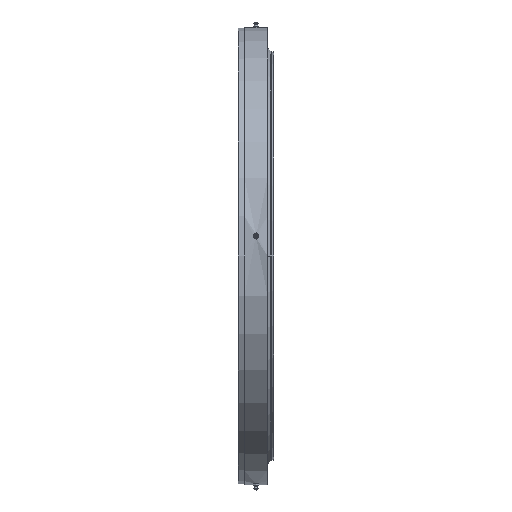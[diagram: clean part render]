
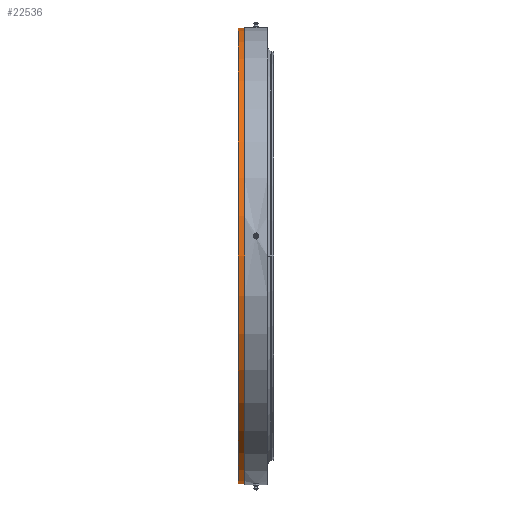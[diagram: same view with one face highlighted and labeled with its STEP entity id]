
A CAD part, left-side view. The second image highlights one B-rep face of the part: STEP entity #22536.
In plain terms, the highlighted cylindrical face has radius 357 mm (diameter 714 mm), a partial arc.
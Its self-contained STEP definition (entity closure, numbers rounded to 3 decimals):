
#1454 = AXIS2_PLACEMENT_3D ( 'NONE', #16180, #20902, #6750 ) ;
#2390 = CARTESIAN_POINT ( 'NONE',  ( 0., -61.11, 0. ) ) ;
#2941 = ORIENTED_EDGE ( 'NONE', *, *, #4055, .F. ) ;
#4055 = EDGE_CURVE ( 'NONE', #4856, #23951, #17287, .T. ) ;
#4444 = EDGE_CURVE ( 'NONE', #9462, #4856, #18726, .T. ) ;
#4537 = CARTESIAN_POINT ( 'NONE',  ( 0., -61.11, 357. ) ) ;
#4856 = VERTEX_POINT ( 'NONE', #29758 ) ;
#6750 = DIRECTION ( 'NONE',  ( 0., 0., 1. ) ) ;
#6922 = CARTESIAN_POINT ( 'NONE',  ( 0., 18., 357. ) ) ;
#7051 = DIRECTION ( 'NONE',  ( 0., 0., 1. ) ) ;
#8023 = DIRECTION ( 'NONE',  ( 0., 0., 1. ) ) ;
#8531 = CARTESIAN_POINT ( 'NONE',  ( 0., 18., 0. ) ) ;
#9061 = EDGE_CURVE ( 'NONE', #9462, #14622, #11520, .T. ) ;
#9210 = FACE_OUTER_BOUND ( 'NONE', #17652, .T. ) ;
#9266 = DIRECTION ( 'NONE',  ( 0., -1., 0. ) ) ;
#9462 = VERTEX_POINT ( 'NONE', #18163 ) ;
#9476 = VECTOR ( 'NONE', #18108, 1000. ) ;
#11520 = LINE ( 'NONE', #20367, #22607 ) ;
#11892 = EDGE_CURVE ( 'NONE', #23951, #14622, #27221, .T. ) ;
#14622 = VERTEX_POINT ( 'NONE', #20809 ) ;
#16180 = CARTESIAN_POINT ( 'NONE',  ( 0., 28., 0. ) ) ;
#17287 = LINE ( 'NONE', #4537, #9476 ) ;
#17652 = EDGE_LOOP ( 'NONE', ( #27772, #25414, #19872, #2941 ) ) ;
#18108 = DIRECTION ( 'NONE',  ( 0., -1., 0. ) ) ;
#18163 = CARTESIAN_POINT ( 'NONE',  ( 0., 28., -357. ) ) ;
#18197 = DIRECTION ( 'NONE',  ( 0., -1., 0. ) ) ;
#18726 = CIRCLE ( 'NONE', #1454, 357. ) ;
#18729 = AXIS2_PLACEMENT_3D ( 'NONE', #2390, #23673, #7051 ) ;
#19338 = AXIS2_PLACEMENT_3D ( 'NONE', #8531, #9266, #8023 ) ;
#19872 = ORIENTED_EDGE ( 'NONE', *, *, #11892, .F. ) ;
#20367 = CARTESIAN_POINT ( 'NONE',  ( 0., -61.11, -357. ) ) ;
#20809 = CARTESIAN_POINT ( 'NONE',  ( 0., 18., -357. ) ) ;
#20902 = DIRECTION ( 'NONE',  ( 0., 1., 0. ) ) ;
#21019 = CYLINDRICAL_SURFACE ( 'NONE', #18729, 357. ) ;
#22536 = ADVANCED_FACE ( 'NONE', ( #9210 ), #21019, .T. ) ;
#22607 = VECTOR ( 'NONE', #18197, 1000. ) ;
#23673 = DIRECTION ( 'NONE',  ( 0., -1., 0. ) ) ;
#23951 = VERTEX_POINT ( 'NONE', #6922 ) ;
#25414 = ORIENTED_EDGE ( 'NONE', *, *, #9061, .T. ) ;
#27221 = CIRCLE ( 'NONE', #19338, 357. ) ;
#27772 = ORIENTED_EDGE ( 'NONE', *, *, #4444, .F. ) ;
#29758 = CARTESIAN_POINT ( 'NONE',  ( 0., 28., 357. ) ) ;
